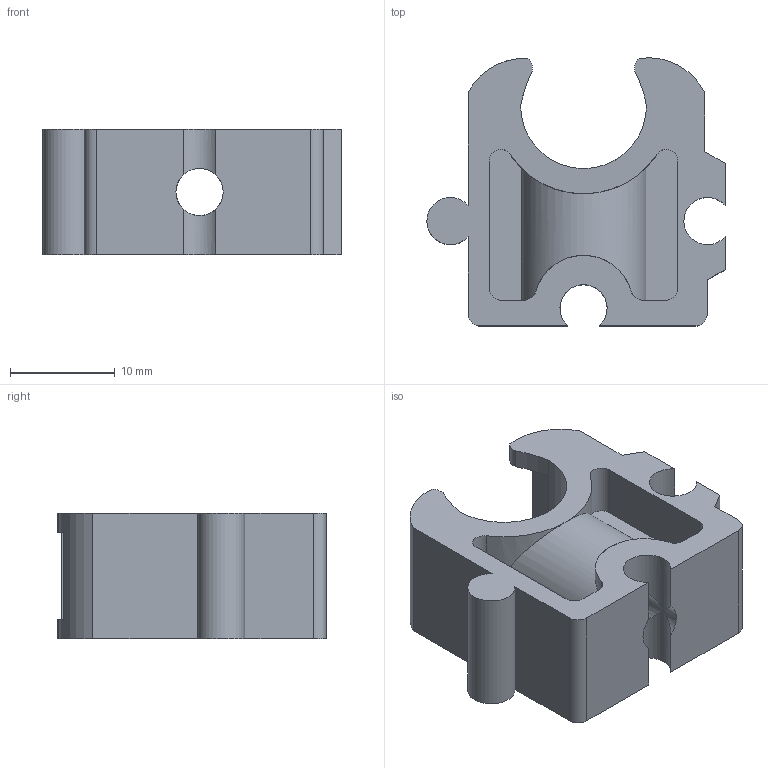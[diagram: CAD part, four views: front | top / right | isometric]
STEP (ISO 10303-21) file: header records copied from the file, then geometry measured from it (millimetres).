
FILE_DESCRIPTION( ( 'STEP AP214' ), ' ' );
FILE_NAME( '5.25.012.stp', '2015-08-26T12:25:05', ( '' ), ( '' ), ' ', 'PARTsolutions', ' ' );
FILE_SCHEMA( ( 'AUTOMOTIVE_DESIGN { 1 0 10303 214 1 1 1 1 }' ) );
Length unit declared in the file: millimetre
Products named in the file (1): _5.25.012
Bounding box: 28.44 x 25.56 x 12 mm (x, y, z)
Volume: 3717.4 mm3; surface area: 3428.3 mm2
Topology: 1 solids, 1 shells, 76 faces, 206 edges, 134 vertices
Faces by surface type: cylinder 43, plane 33
Full cylindrical faces by diameter (mm): 4.5 x1, 8.3 x1
Entity records: 3244 total; most frequent: CARTESIAN_POINT 662, DIRECTION 426, ORIENTED_EDGE 406, EDGE_CURVE 203, AXIS2_PLACEMENT_3D 159, VERTEX_POINT 133, LINE 108, VECTOR 108
